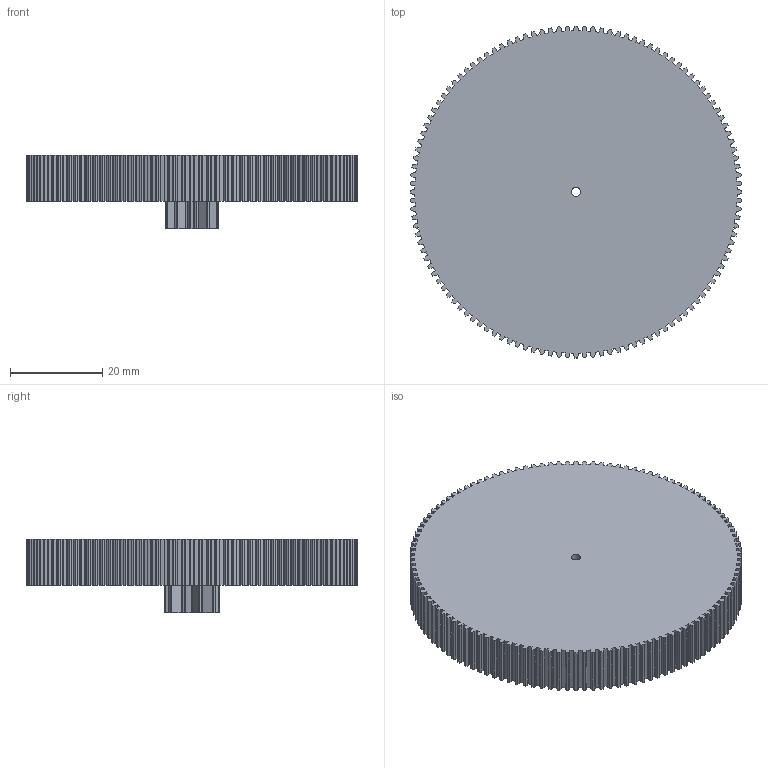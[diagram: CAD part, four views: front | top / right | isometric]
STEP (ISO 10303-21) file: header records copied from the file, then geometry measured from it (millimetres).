
FILE_DESCRIPTION (( 'STEP AP203' ), '1' );
FILE_NAME ('bvm-brn_Default_sldprt.STEP', '2023-11-26T11:58:54', ( '' ), ( '' ), 'SwSTEP 2.0', 'SolidWorks 2019', '' );
FILE_SCHEMA (( 'CONFIG_CONTROL_DESIGN' ));
Length unit declared in the file: millimetre
Products named in the file (1): bvm-brn_Default_sldprt
Bounding box: 72 x 72 x 16 mm (x, y, z)
Volume: 39941 mm3; surface area: 12799 mm2
Topology: 2 solids, 2 shells, 804 faces, 2397 edges, 1598 vertices
Faces by surface type: plane 641, cylinder 163
Entity records: 26830 total; most frequent: CARTESIAN_POINT 4800, ORIENTED_EDGE 4794, DIRECTION 4333, EDGE_CURVE 2397, VECTOR 2071, LINE 2071, VERTEX_POINT 1598, AXIS2_PLACEMENT_3D 1131
